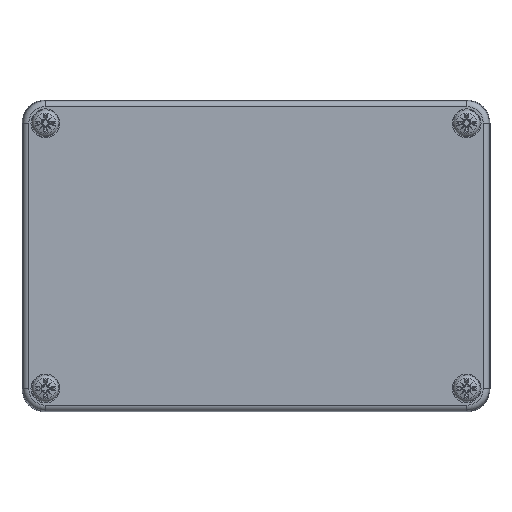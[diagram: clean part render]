
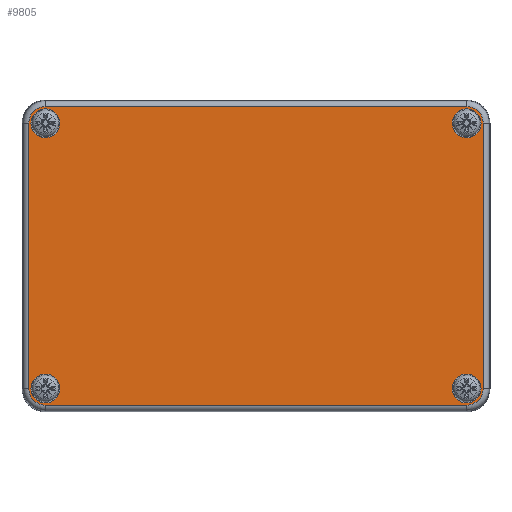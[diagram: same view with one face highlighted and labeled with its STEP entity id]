
A CAD part, top view. The second image highlights one B-rep face of the part: STEP entity #9805.
In plain terms, the highlighted face is planar.
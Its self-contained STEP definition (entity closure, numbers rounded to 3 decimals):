
#9384=CARTESIAN_POINT('',(-54.,-38.264,-15.0));
#9385=VERTEX_POINT('',#9384);
#9393=CARTESIAN_POINT('',(54.,-38.264,-15.0));
#9394=VERTEX_POINT('',#9393);
#9395=CARTESIAN_POINT('',(-54.,-38.264,-15.0));
#9396=DIRECTION('',(1.0,0.0,0.0));
#9397=VECTOR('',#9396,108.);
#9398=LINE('',#9395,#9397);
#9399=EDGE_CURVE('',#9385,#9394,#9398,.T.);
#9426=CARTESIAN_POINT('',(-58.264,-34.,-15.0));
#9427=VERTEX_POINT('',#9426);
#9435=CARTESIAN_POINT('',(-54.,-34.,-15.0));
#9436=DIRECTION('',(0.0,0.0,1.0));
#9437=DIRECTION('',(-0.707,-0.707,0.0));
#9438=AXIS2_PLACEMENT_3D('',#9435,#9436,#9437);
#9439=CIRCLE('',#9438,4.264);
#9440=EDGE_CURVE('',#9427,#9385,#9439,.T.);
#9458=CARTESIAN_POINT('',(58.264,-34.,-15.0));
#9459=VERTEX_POINT('',#9458);
#9477=CARTESIAN_POINT('',(54.,-34.,-15.0));
#9478=DIRECTION('',(0.0,0.0,1.0));
#9479=DIRECTION('',(0.707,-0.707,0.0));
#9480=AXIS2_PLACEMENT_3D('',#9477,#9478,#9479);
#9481=CIRCLE('',#9480,4.264);
#9482=EDGE_CURVE('',#9394,#9459,#9481,.T.);
#9494=CARTESIAN_POINT('',(-58.264,34.,-15.0));
#9495=VERTEX_POINT('',#9494);
#9503=CARTESIAN_POINT('',(-58.264,34.0,-15.0));
#9504=DIRECTION('',(0.0,-1.0,0.0));
#9505=VECTOR('',#9504,68.);
#9506=LINE('',#9503,#9505);
#9507=EDGE_CURVE('',#9495,#9427,#9506,.T.);
#9524=CARTESIAN_POINT('',(58.264,34.,-15.0));
#9525=VERTEX_POINT('',#9524);
#9542=CARTESIAN_POINT('',(58.264,-34.0,-15.0));
#9543=DIRECTION('',(0.0,1.0,0.0));
#9544=VECTOR('',#9543,68.0);
#9545=LINE('',#9542,#9544);
#9546=EDGE_CURVE('',#9459,#9525,#9545,.T.);
#9558=CARTESIAN_POINT('',(-54.,38.264,-15.0));
#9559=VERTEX_POINT('',#9558);
#9567=CARTESIAN_POINT('',(-54.,34.,-15.0));
#9568=DIRECTION('',(0.0,0.0,1.0));
#9569=DIRECTION('',(-0.707,0.707,0.0));
#9570=AXIS2_PLACEMENT_3D('',#9567,#9568,#9569);
#9571=CIRCLE('',#9570,4.264);
#9572=EDGE_CURVE('',#9559,#9495,#9571,.T.);
#9590=CARTESIAN_POINT('',(54.,38.264,-15.0));
#9591=VERTEX_POINT('',#9590);
#9609=CARTESIAN_POINT('',(54.,34.,-15.0));
#9610=DIRECTION('',(0.0,0.0,1.0));
#9611=DIRECTION('',(0.707,0.707,0.0));
#9612=AXIS2_PLACEMENT_3D('',#9609,#9610,#9611);
#9613=CIRCLE('',#9612,4.264);
#9614=EDGE_CURVE('',#9525,#9591,#9613,.T.);
#9632=CARTESIAN_POINT('',(54.,38.264,-15.0));
#9633=DIRECTION('',(-1.0,0.0,0.0));
#9634=VECTOR('',#9633,108.);
#9635=LINE('',#9632,#9634);
#9636=EDGE_CURVE('',#9591,#9559,#9635,.T.);
#9746=CARTESIAN_POINT('',(0.,0.,-15.0));
#9747=DIRECTION('',(0.0,0.0,1.0));
#9748=DIRECTION('',(1.0,0.0,0.0));
#9749=AXIS2_PLACEMENT_3D('',#9746,#9747,#9748);
#9750=PLANE('',#9749);
#9751=ORIENTED_EDGE('',*,*,#9399,.F.);
#9752=ORIENTED_EDGE('',*,*,#9440,.F.);
#9753=ORIENTED_EDGE('',*,*,#9507,.F.);
#9754=ORIENTED_EDGE('',*,*,#9572,.F.);
#9755=ORIENTED_EDGE('',*,*,#9636,.F.);
#9756=ORIENTED_EDGE('',*,*,#9614,.F.);
#9757=ORIENTED_EDGE('',*,*,#9546,.F.);
#9758=ORIENTED_EDGE('',*,*,#9482,.F.);
#9759=EDGE_LOOP('',(#9751,#9752,#9753,#9754,#9755,#9756,#9757,#9758));
#9760=FACE_OUTER_BOUND('',#9759,.T.);
#9761=CARTESIAN_POINT('',(-57.7,-34.,-15.0));
#9762=VERTEX_POINT('',#9761);
#9763=CARTESIAN_POINT('',(-54.0,-34.,-15.0));
#9764=DIRECTION('',(0.0,0.0,1.0));
#9765=DIRECTION('',(1.0,0.0,0.0));
#9766=AXIS2_PLACEMENT_3D('',#9763,#9764,#9765);
#9767=CIRCLE('',#9766,3.7);
#9768=EDGE_CURVE('',#9762,#9762,#9767,.T.);
#9769=ORIENTED_EDGE('',*,*,#9768,.T.);
#9770=EDGE_LOOP('',(#9769));
#9771=FACE_BOUND('',#9770,.T.);
#9772=CARTESIAN_POINT('',(-57.7,34.,-15.0));
#9773=VERTEX_POINT('',#9772);
#9774=CARTESIAN_POINT('',(-54.,34.,-15.0));
#9775=DIRECTION('',(0.0,0.0,1.0));
#9776=DIRECTION('',(1.0,0.0,0.0));
#9777=AXIS2_PLACEMENT_3D('',#9774,#9775,#9776);
#9778=CIRCLE('',#9777,3.7);
#9779=EDGE_CURVE('',#9773,#9773,#9778,.T.);
#9780=ORIENTED_EDGE('',*,*,#9779,.T.);
#9781=EDGE_LOOP('',(#9780));
#9782=FACE_BOUND('',#9781,.T.);
#9783=CARTESIAN_POINT('',(50.3,34.,-15.0));
#9784=VERTEX_POINT('',#9783);
#9785=CARTESIAN_POINT('',(54.,34.,-15.0));
#9786=DIRECTION('',(0.0,0.0,1.0));
#9787=DIRECTION('',(1.0,0.0,0.0));
#9788=AXIS2_PLACEMENT_3D('',#9785,#9786,#9787);
#9789=CIRCLE('',#9788,3.7);
#9790=EDGE_CURVE('',#9784,#9784,#9789,.T.);
#9791=ORIENTED_EDGE('',*,*,#9790,.T.);
#9792=EDGE_LOOP('',(#9791));
#9793=FACE_BOUND('',#9792,.T.);
#9794=CARTESIAN_POINT('',(50.3,-34.,-15.0));
#9795=VERTEX_POINT('',#9794);
#9796=CARTESIAN_POINT('',(54.0,-34.,-15.0));
#9797=DIRECTION('',(0.0,0.0,1.0));
#9798=DIRECTION('',(1.0,0.0,0.0));
#9799=AXIS2_PLACEMENT_3D('',#9796,#9797,#9798);
#9800=CIRCLE('',#9799,3.7);
#9801=EDGE_CURVE('',#9795,#9795,#9800,.T.);
#9802=ORIENTED_EDGE('',*,*,#9801,.T.);
#9803=EDGE_LOOP('',(#9802));
#9804=FACE_BOUND('',#9803,.T.);
#9805=ADVANCED_FACE('',(#9760,#9771,#9782,#9793,#9804),#9750,.F.);
